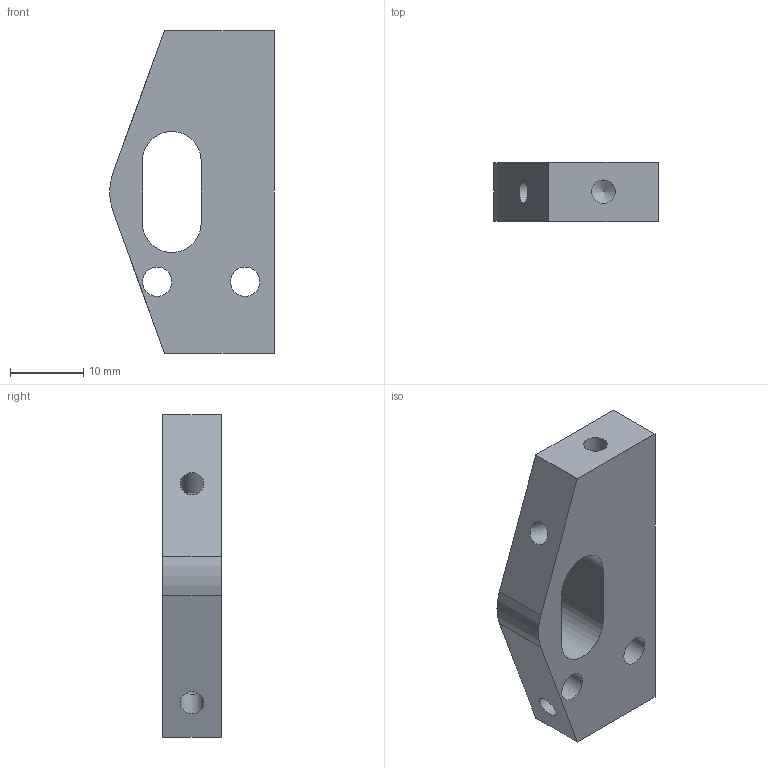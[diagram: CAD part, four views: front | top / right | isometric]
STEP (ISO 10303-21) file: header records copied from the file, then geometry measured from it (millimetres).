
FILE_DESCRIPTION(/* description */ (''),/* implementation_level */ '2;1');
FILE_NAME(/* name */ 'forward_center_pillar.stp',/* time_stamp */ '2019-02-14T20:16:40+03:00',/* author */ (''),/* organization */ (''),/* preprocessor_version */ 'ST-DEVELOPER v16.7',/* originating_system */ 'SIEMENS PLM Software NX 12.0',/* authorisation */ '');
FILE_SCHEMA (('AUTOMOTIVE_DESIGN { 1 0 10303 214 3 1 1 1 }'));
Length unit declared in the file: millimetre
Products named in the file (1): Lupa29C47EF6xefv
Bounding box: 22.5 x 8 x 44 mm (x, y, z)
Volume: 5267.6 mm3; surface area: 3203.5 mm2
Topology: 1 solids, 1 shells, 22 faces, 65 edges, 44 vertices
Faces by surface type: plane 9, cylinder 9, cone 4
Full cylindrical faces by diameter (mm): 3.2 x4, 4 x2
Entity records: 726 total; most frequent: CARTESIAN_POINT 133, DIRECTION 108, ORIENTED_EDGE 92, EDGE_CURVE 46, AXIS2_PLACEMENT_3D 42, EDGE_LOOP 38, VERTEX_POINT 37, FACE_BOUND 34
